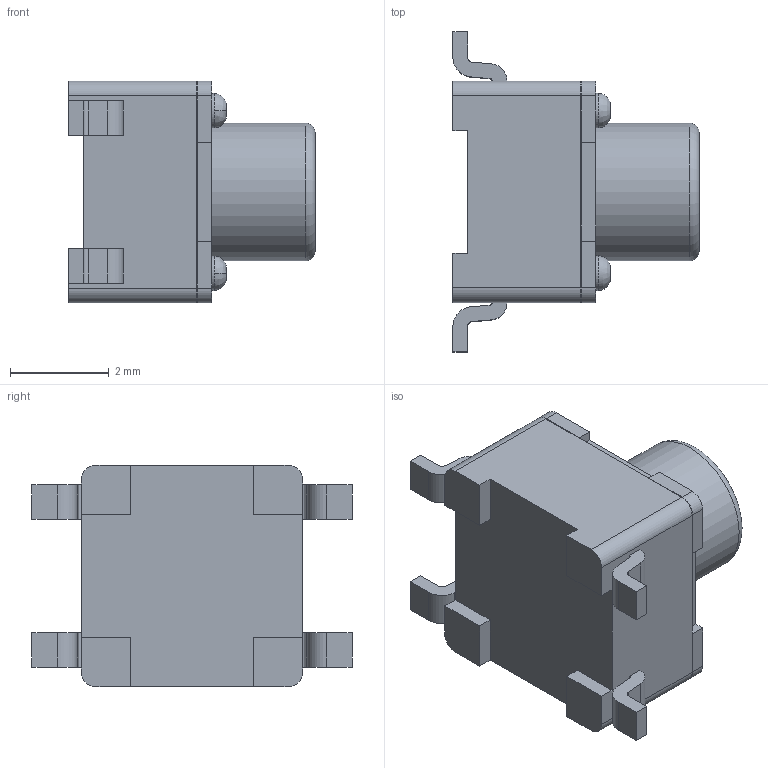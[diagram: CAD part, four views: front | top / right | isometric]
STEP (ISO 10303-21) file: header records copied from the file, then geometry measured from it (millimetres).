
FILE_DESCRIPTION(/* description */ (''),/* implementation_level */ '2;1');
FILE_NAME(/* name */ 'Tactile_switch.step',/* time_stamp */ '2021-02-18T14:16:50+01:00',/* author */ (''),/* organization */ (''),/* preprocessor_version */ 'ST-DEVELOPER v18.1',/* originating_system */ 'Autodesk Translation Framework v9.7.1.1290',/* authorisation */ '');
FILE_SCHEMA (('AUTOMOTIVE_DESIGN { 1 0 10303 214 3 1 1 }'));
Length unit declared in the file: metre
Products named in the file (2): (Unsaved); PTS647SN50SMTR2LFS
Assembly tree (1 placements, depth 2):
  (Unsaved)
    PTS647SN50SMTR2LFS
Bounding box: 5 x 6.5 x 4.5 mm (x, y, z)
Volume: 0 mm3; surface area: 129.8 mm2
Topology: 4 solids, 119 shells, 127 faces, 600 edges, 590 vertices
Faces by surface type: plane 85, cylinder 33, bspline 8, torus 1
Full cylindrical faces by diameter (mm): 0.2 x4, 0.7 x4, 2.8 x1
Entity records: 6618 total; most frequent: CARTESIAN_POINT 1512, DIRECTION 1003, ORIENTED_EDGE 618, EDGE_CURVE 600, VERTEX_POINT 590, LINE 441, VECTOR 441, AXIS2_PLACEMENT_3D 281
